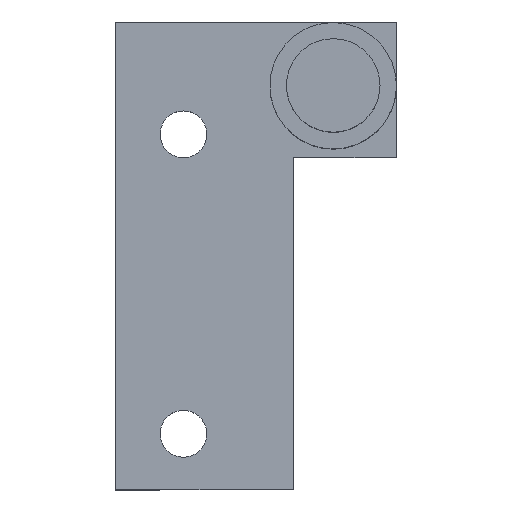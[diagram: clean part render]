
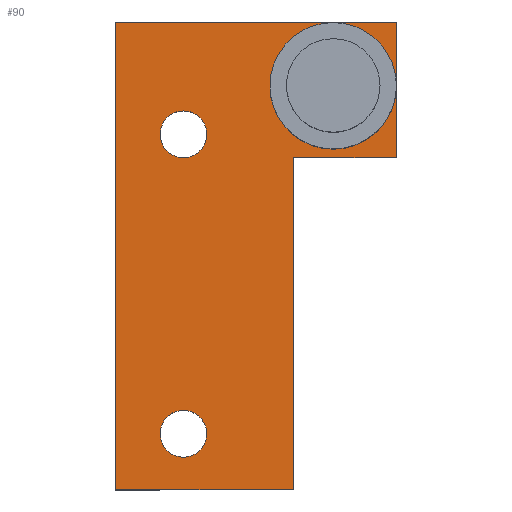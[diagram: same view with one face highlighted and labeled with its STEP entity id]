
A CAD part, top view. The second image highlights one B-rep face of the part: STEP entity #90.
In plain terms, the highlighted planar face has unit normal (0, 0, 1).
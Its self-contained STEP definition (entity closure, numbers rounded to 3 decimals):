
#8 = VECTOR ( 'NONE', #139, 1000. ) ;
#9 = CARTESIAN_POINT ( 'NONE',  ( 53.25, -6.75, 2.6 ) ) ;
#11 = ORIENTED_EDGE ( 'NONE', *, *, #338, .T. ) ;
#14 = VERTEX_POINT ( 'NONE', #42 ) ;
#15 = VERTEX_POINT ( 'NONE', #291 ) ;
#17 = DIRECTION ( 'NONE',  ( 0., 0., -1. ) ) ;
#18 = AXIS2_PLACEMENT_3D ( 'NONE', #127, #17, #275 ) ;
#30 = EDGE_CURVE ( 'NONE', #200, #14, #436, .T. ) ;
#39 = FACE_BOUND ( 'NONE', #311, .T. ) ;
#42 = CARTESIAN_POINT ( 'NONE',  ( 52., 0., 2.6 ) ) ;
#44 = CARTESIAN_POINT ( 'NONE',  ( 53.25, 7.75, 2.6 ) ) ;
#54 = ORIENTED_EDGE ( 'NONE', *, *, #356, .F. ) ;
#60 = ORIENTED_EDGE ( 'NONE', *, *, #96, .F. ) ;
#79 = VECTOR ( 'NONE', #459, 1000. ) ;
#82 = CARTESIAN_POINT ( 'NONE',  ( 41., 0., 2.6 ) ) ;
#86 = FACE_BOUND ( 'NONE', #493, .T. ) ;
#89 = DIRECTION ( 'NONE',  ( -1., 0., 0. ) ) ;
#90 = ADVANCED_FACE ( 'NONE', ( #39, #146, #652, #86 ), #391, .F. ) ;
#91 = CARTESIAN_POINT ( 'NONE',  ( 30.5, -36.25, 2.6 ) ) ;
#93 = CARTESIAN_POINT ( 'NONE',  ( 23.25, 7.75, 2.6 ) ) ;
#95 = CARTESIAN_POINT ( 'NONE',  ( 30.5, -4.25, 2.6 ) ) ;
#96 = EDGE_CURVE ( 'NONE', #243, #112, #300, .T. ) ;
#99 = LINE ( 'NONE', #611, #244 ) ;
#103 = CARTESIAN_POINT ( 'NONE',  ( 42.25, -6.75, 2.6 ) ) ;
#107 = EDGE_CURVE ( 'NONE', #189, #555, #250, .T. ) ;
#112 = VERTEX_POINT ( 'NONE', #236 ) ;
#120 = CARTESIAN_POINT ( 'NONE',  ( 46.5, 0., 2.6 ) ) ;
#121 = EDGE_CURVE ( 'NONE', #609, #460, #441, .T. ) ;
#127 = CARTESIAN_POINT ( 'NONE',  ( 30.5, -4.25, 2.6 ) ) ;
#134 = DIRECTION ( 'NONE',  ( 0., 0., 1. ) ) ;
#139 = DIRECTION ( 'NONE',  ( -1., 0., 0. ) ) ;
#141 = LINE ( 'NONE', #343, #624 ) ;
#142 = AXIS2_PLACEMENT_3D ( 'NONE', #640, #134, #194 ) ;
#145 = DIRECTION ( 'NONE',  ( 0., -1., 0. ) ) ;
#146 = FACE_OUTER_BOUND ( 'NONE', #160, .T. ) ;
#160 = EDGE_LOOP ( 'NONE', ( #342, #60, #54, #252, #566, #407 ) ) ;
#165 = EDGE_LOOP ( 'NONE', ( #417, #511 ) ) ;
#166 = DIRECTION ( 'NONE',  ( -1., 0., 0. ) ) ;
#189 = VERTEX_POINT ( 'NONE', #489 ) ;
#194 = DIRECTION ( 'NONE',  ( 1., 0., 0. ) ) ;
#196 = DIRECTION ( 'NONE',  ( 0., 0., -1. ) ) ;
#200 = VERTEX_POINT ( 'NONE', #82 ) ;
#218 = DIRECTION ( 'NONE',  ( 0., 0., 1. ) ) ;
#228 = CARTESIAN_POINT ( 'NONE',  ( 23.25, -42.25, 2.6 ) ) ;
#236 = CARTESIAN_POINT ( 'NONE',  ( 53.25, 7.75, 2.6 ) ) ;
#240 = VECTOR ( 'NONE', #601, 1000. ) ;
#243 = VERTEX_POINT ( 'NONE', #93 ) ;
#244 = VECTOR ( 'NONE', #301, 1000. ) ;
#250 = LINE ( 'NONE', #538, #8 ) ;
#251 = DIRECTION ( 'NONE',  ( -1., 0., 0. ) ) ;
#252 = ORIENTED_EDGE ( 'NONE', *, *, #107, .F. ) ;
#253 = CARTESIAN_POINT ( 'NONE',  ( 33., -36.25, 2.6 ) ) ;
#256 = DIRECTION ( 'NONE',  ( 0., 0., -1. ) ) ;
#258 = CARTESIAN_POINT ( 'NONE',  ( 53.25, -6.75, 2.6 ) ) ;
#266 = DIRECTION ( 'NONE',  ( 0., 0., -1. ) ) ;
#270 = AXIS2_PLACEMENT_3D ( 'NONE', #95, #256, #251 ) ;
#275 = DIRECTION ( 'NONE',  ( -1., 0., 0. ) ) ;
#282 = AXIS2_PLACEMENT_3D ( 'NONE', #120, #218, #376 ) ;
#291 = CARTESIAN_POINT ( 'NONE',  ( 28., -4.25, 2.6 ) ) ;
#300 = LINE ( 'NONE', #44, #240 ) ;
#301 = DIRECTION ( 'NONE',  ( 0., 1., 0. ) ) ;
#311 = EDGE_LOOP ( 'NONE', ( #323, #317 ) ) ;
#316 = CARTESIAN_POINT ( 'NONE',  ( 28., -36.25, 2.6 ) ) ;
#317 = ORIENTED_EDGE ( 'NONE', *, *, #30, .F. ) ;
#320 = EDGE_CURVE ( 'NONE', #460, #189, #141, .T. ) ;
#322 = VERTEX_POINT ( 'NONE', #253 ) ;
#323 = ORIENTED_EDGE ( 'NONE', *, *, #515, .F. ) ;
#338 = EDGE_CURVE ( 'NONE', #603, #322, #379, .T. ) ;
#342 = ORIENTED_EDGE ( 'NONE', *, *, #634, .F. ) ;
#343 = CARTESIAN_POINT ( 'NONE',  ( 42.25, -42.25, 2.6 ) ) ;
#356 = EDGE_CURVE ( 'NONE', #555, #243, #99, .T. ) ;
#374 = AXIS2_PLACEMENT_3D ( 'NONE', #394, #591, #549 ) ;
#376 = DIRECTION ( 'NONE',  ( 1., 0., 0. ) ) ;
#378 = ORIENTED_EDGE ( 'NONE', *, *, #479, .T. ) ;
#379 = CIRCLE ( 'NONE', #641, 2.5 ) ;
#391 = PLANE ( 'NONE',  #374 ) ;
#394 = CARTESIAN_POINT ( 'NONE',  ( 46.5, 0., 2.6 ) ) ;
#395 = EDGE_CURVE ( 'NONE', #519, #15, #444, .T. ) ;
#407 = ORIENTED_EDGE ( 'NONE', *, *, #121, .F. ) ;
#415 = CARTESIAN_POINT ( 'NONE',  ( 30.5, -36.25, 2.6 ) ) ;
#417 = ORIENTED_EDGE ( 'NONE', *, *, #395, .T. ) ;
#431 = CIRCLE ( 'NONE', #510, 2.5 ) ;
#433 = CARTESIAN_POINT ( 'NONE',  ( 33., -4.25, 2.6 ) ) ;
#436 = CIRCLE ( 'NONE', #142, 5.5 ) ;
#441 = LINE ( 'NONE', #637, #530 ) ;
#444 = CIRCLE ( 'NONE', #270, 2.5 ) ;
#459 = DIRECTION ( 'NONE',  ( 0., -1., 0. ) ) ;
#460 = VERTEX_POINT ( 'NONE', #103 ) ;
#479 = EDGE_CURVE ( 'NONE', #322, #603, #431, .T. ) ;
#489 = CARTESIAN_POINT ( 'NONE',  ( 42.25, -42.25, 2.6 ) ) ;
#493 = EDGE_LOOP ( 'NONE', ( #378, #11 ) ) ;
#510 = AXIS2_PLACEMENT_3D ( 'NONE', #415, #266, #615 ) ;
#511 = ORIENTED_EDGE ( 'NONE', *, *, #571, .T. ) ;
#514 = CIRCLE ( 'NONE', #18, 2.5 ) ;
#515 = EDGE_CURVE ( 'NONE', #14, #200, #560, .T. ) ;
#519 = VERTEX_POINT ( 'NONE', #433 ) ;
#530 = VECTOR ( 'NONE', #89, 1000. ) ;
#538 = CARTESIAN_POINT ( 'NONE',  ( 23.25, -42.25, 2.6 ) ) ;
#549 = DIRECTION ( 'NONE',  ( 1., 0., 0. ) ) ;
#555 = VERTEX_POINT ( 'NONE', #228 ) ;
#560 = CIRCLE ( 'NONE', #282, 5.5 ) ;
#566 = ORIENTED_EDGE ( 'NONE', *, *, #320, .F. ) ;
#571 = EDGE_CURVE ( 'NONE', #15, #519, #514, .T. ) ;
#591 = DIRECTION ( 'NONE',  ( 0., 0., -1. ) ) ;
#601 = DIRECTION ( 'NONE',  ( 1., 0., 0. ) ) ;
#603 = VERTEX_POINT ( 'NONE', #316 ) ;
#609 = VERTEX_POINT ( 'NONE', #258 ) ;
#611 = CARTESIAN_POINT ( 'NONE',  ( 23.25, 7.75, 2.6 ) ) ;
#615 = DIRECTION ( 'NONE',  ( -1., 0., 0. ) ) ;
#617 = LINE ( 'NONE', #9, #79 ) ;
#624 = VECTOR ( 'NONE', #145, 1000. ) ;
#634 = EDGE_CURVE ( 'NONE', #112, #609, #617, .T. ) ;
#637 = CARTESIAN_POINT ( 'NONE',  ( 42.25, -6.75, 2.6 ) ) ;
#640 = CARTESIAN_POINT ( 'NONE',  ( 46.5, 0., 2.6 ) ) ;
#641 = AXIS2_PLACEMENT_3D ( 'NONE', #91, #196, #166 ) ;
#652 = FACE_BOUND ( 'NONE', #165, .T. ) ;
